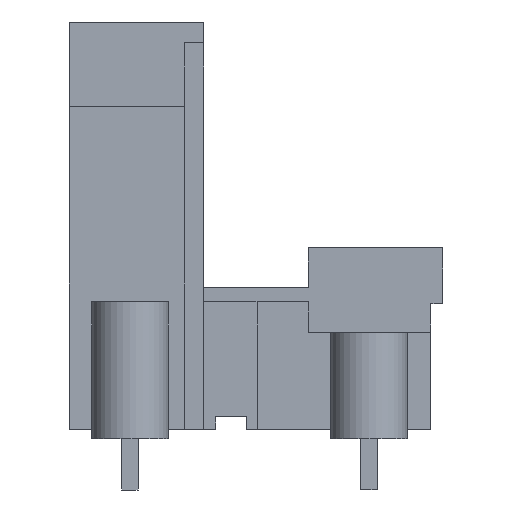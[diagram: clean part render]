
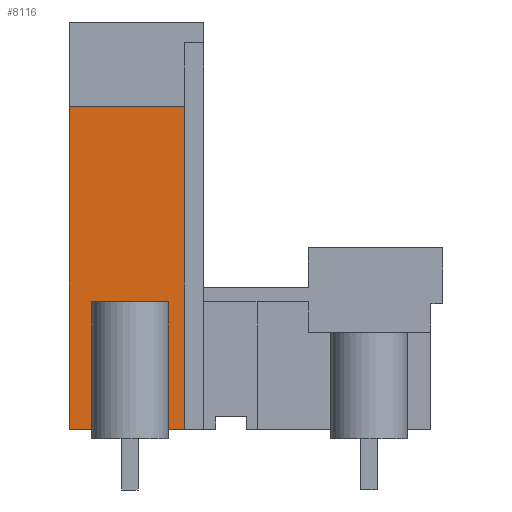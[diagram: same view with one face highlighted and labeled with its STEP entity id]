
A CAD part, left-side view. The second image highlights one B-rep face of the part: STEP entity #8116.
In plain terms, the highlighted planar face has unit normal (-1, 0, 0).
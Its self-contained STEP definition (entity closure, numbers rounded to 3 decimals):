
#8071=AXIS2_PLACEMENT_3D('Plane Axis2P3D',#8068,#8069,#8070) ;
#2147=CARTESIAN_POINT('Line Origine',(3.761,23.43,13.93)) ;
#2151=CARTESIAN_POINT('Vertex',(3.761,23.43,3.8)) ;
#2153=CARTESIAN_POINT('Vertex',(3.761,23.43,24.06)) ;
#2400=CARTESIAN_POINT('Line Origine',(3.761,19.815,24.06)) ;
#2404=CARTESIAN_POINT('Vertex',(3.76,16.2,24.06)) ;
#2439=CARTESIAN_POINT('Line Origine',(3.76,16.2,13.93)) ;
#2443=CARTESIAN_POINT('Vertex',(3.76,16.2,3.8)) ;
#8068=CARTESIAN_POINT('Axis2P3D Location',(3.761,23.43,3.2)) ;
#8073=CARTESIAN_POINT('Line Origine',(3.761,22.73,3.8)) ;
#8077=CARTESIAN_POINT('Vertex',(3.761,22.03,3.8)) ;
#8080=CARTESIAN_POINT('Line Origine',(3.761,22.03,7.8)) ;
#8084=CARTESIAN_POINT('Vertex',(3.761,22.03,11.8)) ;
#8087=CARTESIAN_POINT('Line Origine',(3.761,19.63,11.8)) ;
#8091=CARTESIAN_POINT('Vertex',(3.761,17.23,11.8)) ;
#8094=CARTESIAN_POINT('Line Origine',(3.761,17.23,7.8)) ;
#8098=CARTESIAN_POINT('Vertex',(3.761,17.23,3.8)) ;
#8101=CARTESIAN_POINT('Line Origine',(3.761,16.715,3.8)) ;
#2148=DIRECTION('Vector Direction',(0.,0.,1.)) ;
#2401=DIRECTION('Vector Direction',(0.,-1.,0.)) ;
#2440=DIRECTION('Vector Direction',(0.,0.,1.)) ;
#8069=DIRECTION('Axis2P3D Direction',(-1.,0.,0.)) ;
#8070=DIRECTION('Axis2P3D XDirection',(0.,-1.,0.)) ;
#8074=DIRECTION('Vector Direction',(0.,-1.,0.)) ;
#8081=DIRECTION('Vector Direction',(0.,0.,1.)) ;
#8088=DIRECTION('Vector Direction',(0.,-1.,0.)) ;
#8095=DIRECTION('Vector Direction',(0.,0.,1.)) ;
#8102=DIRECTION('Vector Direction',(0.,-1.,0.)) ;
#2149=VECTOR('Line Direction',#2148,1.) ;
#2402=VECTOR('Line Direction',#2401,1.) ;
#2441=VECTOR('Line Direction',#2440,1.) ;
#8075=VECTOR('Line Direction',#8074,1.) ;
#8082=VECTOR('Line Direction',#8081,1.) ;
#8089=VECTOR('Line Direction',#8088,1.) ;
#8096=VECTOR('Line Direction',#8095,1.) ;
#8103=VECTOR('Line Direction',#8102,1.) ;
#8107=ORIENTED_EDGE('',*,*,#2445,.T.) ;
#8108=ORIENTED_EDGE('',*,*,#2406,.F.) ;
#8109=ORIENTED_EDGE('',*,*,#2155,.F.) ;
#8110=ORIENTED_EDGE('',*,*,#8079,.T.) ;
#8111=ORIENTED_EDGE('',*,*,#8086,.T.) ;
#8112=ORIENTED_EDGE('',*,*,#8093,.T.) ;
#8113=ORIENTED_EDGE('',*,*,#8100,.F.) ;
#8114=ORIENTED_EDGE('',*,*,#8105,.T.) ;
#8116=ADVANCED_FACE('HOUSING',(#8115),#8072,.T.) ;
#2155=EDGE_CURVE('',#2152,#2154,#2150,.T.) ;
#2406=EDGE_CURVE('',#2154,#2405,#2403,.T.) ;
#2445=EDGE_CURVE('',#2444,#2405,#2442,.T.) ;
#8079=EDGE_CURVE('',#2152,#8078,#8076,.T.) ;
#8086=EDGE_CURVE('',#8078,#8085,#8083,.T.) ;
#8093=EDGE_CURVE('',#8085,#8092,#8090,.T.) ;
#8100=EDGE_CURVE('',#8099,#8092,#8097,.T.) ;
#8105=EDGE_CURVE('',#8099,#2444,#8104,.T.) ;
#8106=EDGE_LOOP('',(#8107,#8108,#8109,#8110,#8111,#8112,#8113,#8114)) ;
#8115=FACE_OUTER_BOUND('',#8106,.T.) ;
#2150=LINE('Line',#2147,#2149) ;
#2403=LINE('Line',#2400,#2402) ;
#2442=LINE('Line',#2439,#2441) ;
#8076=LINE('Line',#8073,#8075) ;
#8083=LINE('Line',#8080,#8082) ;
#8090=LINE('Line',#8087,#8089) ;
#8097=LINE('Line',#8094,#8096) ;
#8104=LINE('Line',#8101,#8103) ;
#8072=PLANE('',#8071) ;
#2152=VERTEX_POINT('',#2151) ;
#2154=VERTEX_POINT('',#2153) ;
#2405=VERTEX_POINT('',#2404) ;
#2444=VERTEX_POINT('',#2443) ;
#8078=VERTEX_POINT('',#8077) ;
#8085=VERTEX_POINT('',#8084) ;
#8092=VERTEX_POINT('',#8091) ;
#8099=VERTEX_POINT('',#8098) ;
